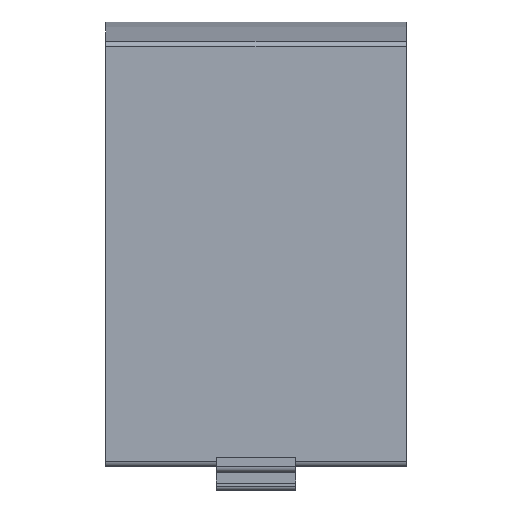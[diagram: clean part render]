
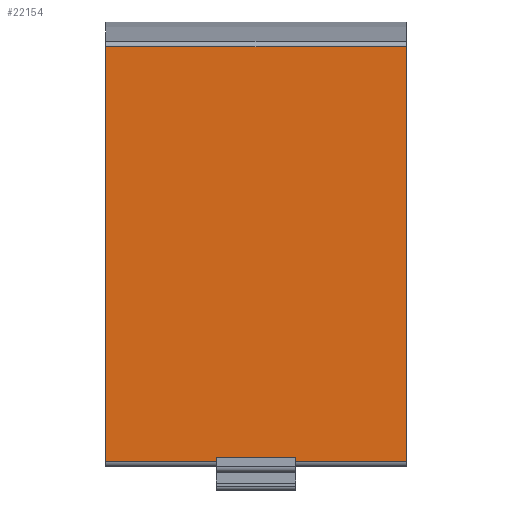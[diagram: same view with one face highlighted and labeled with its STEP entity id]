
A CAD part, front view. The second image highlights one B-rep face of the part: STEP entity #22154.
In plain terms, the highlighted planar face has unit normal (0, -1, 0).
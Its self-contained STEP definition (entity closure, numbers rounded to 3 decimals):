
#8905=CARTESIAN_POINT('',(0.0,-62.25,1.008));
#8906=VERTEX_POINT('',#8905);
#8914=CARTESIAN_POINT('',(0.,-62.25,116.24));
#8915=VERTEX_POINT('',#8914);
#8916=CARTESIAN_POINT('',(0.,-62.25,116.24));
#8917=DIRECTION('',(0.0,0.0,-1.0));
#8918=VECTOR('',#8917,115.232);
#8919=LINE('',#8916,#8918);
#8920=EDGE_CURVE('',#8915,#8906,#8919,.T.);
#21732=CARTESIAN_POINT('',(83.5,-62.25,116.24));
#21733=VERTEX_POINT('',#21732);
#21741=CARTESIAN_POINT('',(83.5,-62.25,1.008));
#21742=VERTEX_POINT('',#21741);
#21743=CARTESIAN_POINT('',(83.5,-62.25,1.008));
#21744=DIRECTION('',(0.0,0.0,1.0));
#21745=VECTOR('',#21744,115.232);
#21746=LINE('',#21743,#21745);
#21747=EDGE_CURVE('',#21742,#21733,#21746,.T.);
#22126=CARTESIAN_POINT('',(83.5,-62.25,116.24));
#22127=DIRECTION('',(-1.0,0.0,0.0));
#22128=VECTOR('',#22127,83.5);
#22129=LINE('',#22126,#22128);
#22130=EDGE_CURVE('',#21733,#8915,#22129,.T.);
#22138=CARTESIAN_POINT('',(20.5,-62.25,116.24));
#22139=DIRECTION('',(0.0,-1.0,0.0));
#22140=DIRECTION('',(1.0,0.0,0.0));
#22141=AXIS2_PLACEMENT_3D('',#22138,#22139,#22140);
#22142=PLANE('',#22141);
#22143=CARTESIAN_POINT('',(83.5,-62.25,1.008));
#22144=DIRECTION('',(-1.0,0.0,0.0));
#22145=VECTOR('',#22144,83.5);
#22146=LINE('',#22143,#22145);
#22147=EDGE_CURVE('',#21742,#8906,#22146,.T.);
#22148=ORIENTED_EDGE('',*,*,#22147,.F.);
#22149=ORIENTED_EDGE('',*,*,#21747,.T.);
#22150=ORIENTED_EDGE('',*,*,#22130,.T.);
#22151=ORIENTED_EDGE('',*,*,#8920,.T.);
#22152=EDGE_LOOP('',(#22148,#22149,#22150,#22151));
#22153=FACE_OUTER_BOUND('',#22152,.T.);
#22154=ADVANCED_FACE('',(#22153),#22142,.T.);
